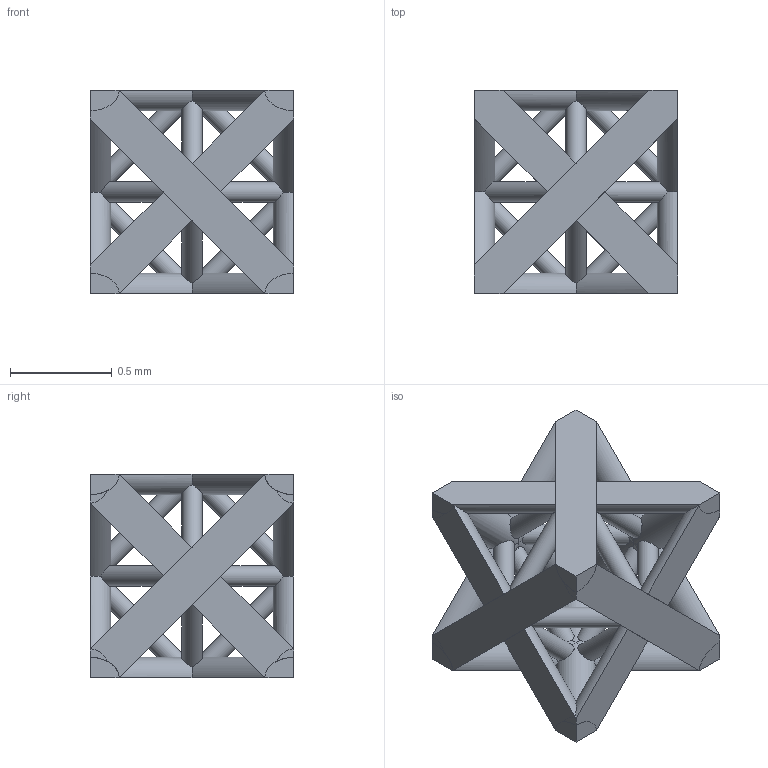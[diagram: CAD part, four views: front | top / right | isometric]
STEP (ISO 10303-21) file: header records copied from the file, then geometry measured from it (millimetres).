
FILE_DESCRIPTION(('Open CASCADE Model'),'2;1');
FILE_NAME('Open CASCADE Shape Model','2023-08-29T17:39:39',('Author'),( 'Open CASCADE'),'Open CASCADE STEP processor 7.7','Open CASCADE 7.7' ,'Unknown');
FILE_SCHEMA(('AUTOMOTIVE_DESIGN { 1 0 10303 214 1 1 1 1 }'));
Length unit declared in the file: millimetre
Products named in the file (43): Open CASCADE STEP translator 7.7 1; Open CASCADE STEP translator 7.7 1.1; Open CASCADE STEP translator 7.7 1.1.1; Open CASCADE STEP translator 7.7 1.1.2; Open CASCADE STEP translator 7.7 1.2; Open CASCADE STEP translator 7.7 1.2.1; Open CASCADE STEP translator 7.7 1.2.2; Open CASCADE STEP translator 7.7 1.3; Open CASCADE STEP translator 7.7 1.3.1; Open CASCADE STEP translator 7.7 1.3.2; Open CASCADE STEP translator 7.7 1.4; Open CASCADE STEP translator 7.7 1.4.1; Open CASCADE STEP translator 7.7 1.4.2; Open CASCADE STEP translator 7.7 1.5; Open CASCADE STEP translator 7.7 1.5.1; Open CASCADE STEP translator 7.7 1.5.2; Open CASCADE STEP translator 7.7 1.6; Open CASCADE STEP translator 7.7 1.6.1; Open CASCADE STEP translator 7.7 1.6.2; Open CASCADE STEP translator 7.7 1.7; Open CASCADE STEP translator 7.7 1.7.1; Open CASCADE STEP translator 7.7 1.7.2; Open CASCADE STEP translator 7.7 1.7.3; Open CASCADE STEP translator 7.7 1.7.4; Open CASCADE STEP translator 7.7 1.8; Open CASCADE STEP translator 7.7 1.8.1; Open CASCADE STEP translator 7.7 1.8.2; Open CASCADE STEP translator 7.7 1.9; Open CASCADE STEP translator 7.7 1.9.1; Open CASCADE STEP translator 7.7 1.9.2; Open CASCADE STEP translator 7.7 1.9.3; Open CASCADE STEP translator 7.7 1.9.4; Open CASCADE STEP translator 7.7 1.10; Open CASCADE STEP translator 7.7 1.10.1; Open CASCADE STEP translator 7.7 1.10.2; Open CASCADE STEP translator 7.7 1.11; Open CASCADE STEP translator 7.7 1.11.1; Open CASCADE STEP translator 7.7 1.11.2; Open CASCADE STEP translator 7.7 1.11.3; Open CASCADE STEP translator 7.7 1.11.4 ...
Assembly tree (42 placements, depth 3):
  Open CASCADE STEP translator 7.7 1
    Open CASCADE STEP translator 7.7 1.1
      Open CASCADE STEP translator 7.7 1.1.1
      Open CASCADE STEP translator 7.7 1.1.2
    Open CASCADE STEP translator 7.7 1.2
      Open CASCADE STEP translator 7.7 1.2.1
      Open CASCADE STEP translator 7.7 1.2.2
    Open CASCADE STEP translator 7.7 1.3
      Open CASCADE STEP translator 7.7 1.3.1
      Open CASCADE STEP translator 7.7 1.3.2
    Open CASCADE STEP translator 7.7 1.4
      Open CASCADE STEP translator 7.7 1.4.1
      Open CASCADE STEP translator 7.7 1.4.2
    Open CASCADE STEP translator 7.7 1.5
      Open CASCADE STEP translator 7.7 1.5.1
      Open CASCADE STEP translator 7.7 1.5.2
    Open CASCADE STEP translator 7.7 1.6
      Open CASCADE STEP translator 7.7 1.6.1
      Open CASCADE STEP translator 7.7 1.6.2
    Open CASCADE STEP translator 7.7 1.7
      Open CASCADE STEP translator 7.7 1.7.1
      Open CASCADE STEP translator 7.7 1.7.2
      Open CASCADE STEP translator 7.7 1.7.3
      Open CASCADE STEP translator 7.7 1.7.4
    Open CASCADE STEP translator 7.7 1.8
      Open CASCADE STEP translator 7.7 1.8.1
      Open CASCADE STEP translator 7.7 1.8.2
    Open CASCADE STEP translator 7.7 1.9
      Open CASCADE STEP translator 7.7 1.9.1
      Open CASCADE STEP translator 7.7 1.9.2
      Open CASCADE STEP translator 7.7 1.9.3
      Open CASCADE STEP translator 7.7 1.9.4
    Open CASCADE STEP translator 7.7 1.10
      Open CASCADE STEP translator 7.7 1.10.1
      Open CASCADE STEP translator 7.7 1.10.2
    Open CASCADE STEP translator 7.7 1.11
      Open CASCADE STEP translator 7.7 1.11.1
      Open CASCADE STEP translator 7.7 1.11.2
      Open CASCADE STEP translator 7.7 1.11.3
      Open CASCADE STEP translator 7.7 1.11.4
    Open CASCADE STEP translator 7.7 1.12
      Open CASCADE STEP translator 7.7 1.12.1
      Open CASCADE STEP translator 7.7 1.12.2
Bounding box: 1 x 1 x 1 mm (x, y, z)
Volume: 0.3 mm3; surface area: 9.7 mm2
Topology: 30 solids, 30 shells, 156 faces, 288 edges, 192 vertices
Faces by surface type: cylinder 114, plane 42
Full cylindrical faces by diameter (mm): 0.1 x12
Entity records: 20087 total; most frequent: CARTESIAN_POINT 13852, DIRECTION 981, ORIENTED_EDGE 576, PCURVE 576, DEFINITIONAL_REPRESENTATION 576, B_SPLINE_CURVE_WITH_KNOTS 405, AXIS2_PLACEMENT_3D 347, EDGE_CURVE 288
